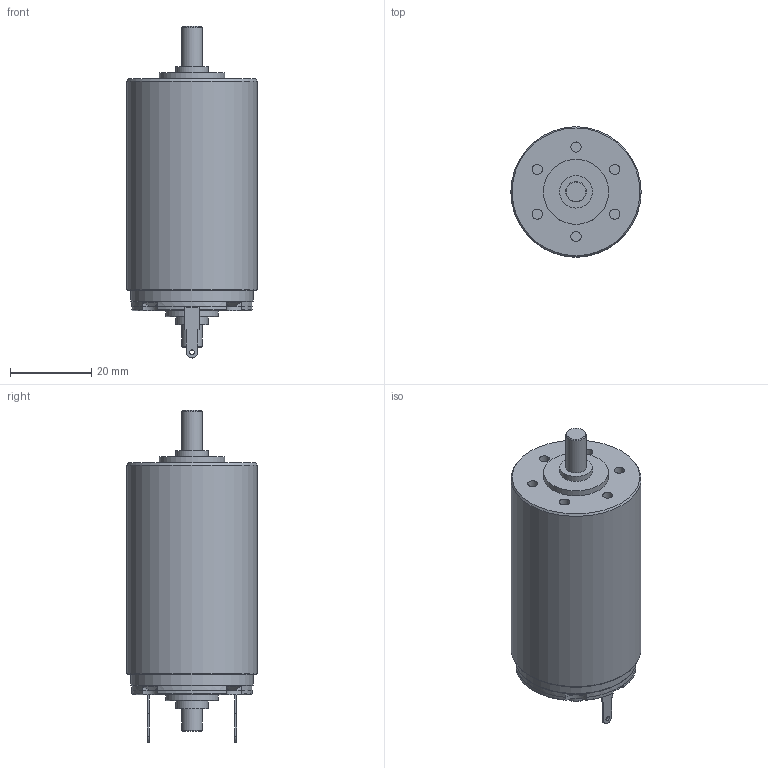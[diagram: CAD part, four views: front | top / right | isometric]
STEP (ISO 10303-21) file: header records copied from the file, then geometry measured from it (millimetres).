
FILE_DESCRIPTION(/* description */ (''),/* implementation_level */ '2;1');
FILE_NAME(/* name */ '3257.CR.stp',/* time_stamp */ '2012-11-06T13:39:48+01:00',/* author */ ('DR. FRITZ FAULHABER GmbH & Co. KG'),/* organization */ ('DR. FRITZ FAULHABER GmbH & Co. KG'),/* preprocessor_version */ 'ST-DEVELOPER v11',/* originating_system */ 'SIEMENS PLM Software NX 7.5',/* authorisation */ '');
FILE_SCHEMA (('AUTOMOTIVE_DESIGN { 1 0 10303 214 1 1 1 1 }'));
Length unit declared in the file: millimetre
Products named in the file (1): 3257.CR
Bounding box: 32 x 32 x 81.6 mm (x, y, z)
Volume: 46156 mm3; surface area: 8425.6 mm2
Topology: 1 solids, 1 shells, 126 faces, 288 edges, 187 vertices
Faces by surface type: plane 55, cylinder 49, cone 16, sphere 6
Full cylindrical faces by diameter (mm): 1.2 x2, 1.41 x2, 1.5 x3, 1.8 x4, 2 x3, 2.5 x6, 5 x2, 8 x2, 13 x1, 16 x1, 25.75 x1, 29.75 x1, 30 x1, 32 x1
Entity records: 3394 total; most frequent: CARTESIAN_POINT 660, DIRECTION 596, ORIENTED_EDGE 472, AXIS2_PLACEMENT_3D 249, EDGE_CURVE 236, EDGE_LOOP 195, VERTEX_POINT 177, ADVANCED_FACE 126
